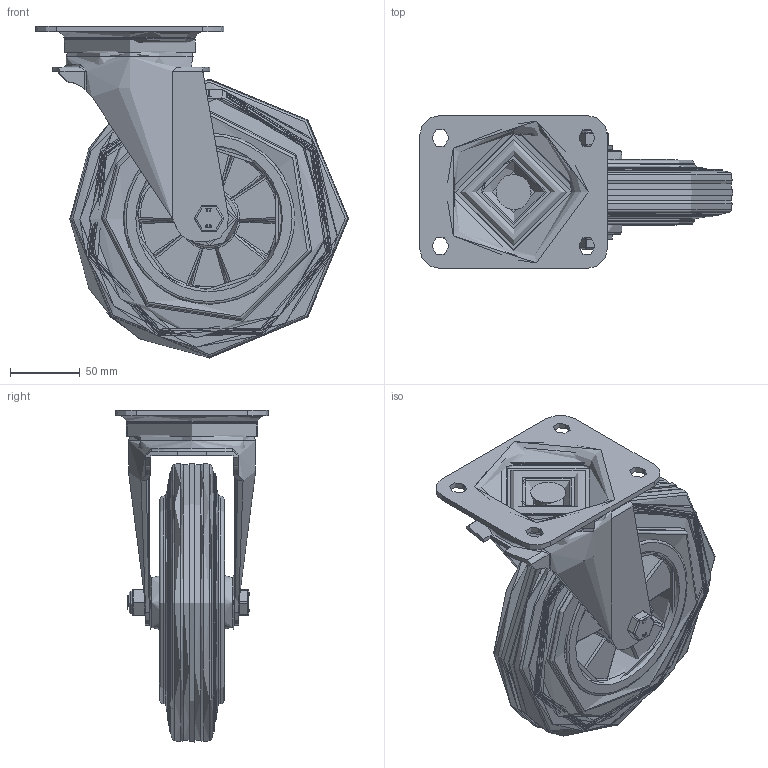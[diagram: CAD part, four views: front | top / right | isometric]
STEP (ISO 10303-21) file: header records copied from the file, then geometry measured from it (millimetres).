
FILE_DESCRIPTION(/* description */ ('','CAx-IF Rec.Pracs.---Representation and Presentation of Product Manufacturing Information (PMI)---4.0---2014-10-13'),/* implementation_level */ '2;1');
FILE_NAME(/* name */ 'BZWB200GRB.step',/* time_stamp */ '2025-03-05T11:10:20Z',/* author */ (''),/* organization */ (''),/* preprocessor_version */ 'ST-DEVELOPER v20',/* originating_system */ 'Autodesk Translation Framework v13.20.0.188',/* authorisation */ '');
FILE_SCHEMA (('AP242_MANAGED_MODEL_BASED_3D_ENGINEERING_MIM_LF { 1 0 10303 442 1 1 4 }'));
Products named in the file (22): BZWB200GRB; BZWB200AS v1; ZINC PLATED, PRESSED STEEL TOP PLATE; ZINC PLATED, PRESSED STEEL FORKS; BEARING SEAL; BZH200WGRRB v1; POLYPROPYLENE RIM; POLYPROPYLENE RIM Geometry; CAP; ROLLER BEARING; Pattern; Component1; CAGE; RUBBER TYRE; TUBEM20X60 v1; ZINC PLATED STEEL TUBE; HEXBOLTM12X80Z8.8 v2; GRADE 8.8 ZINC PLATED BOLT; NYLOCM12Z v1; NYLOC NUT; NUT; RUBBER
Assembly tree (28 placements, depth 5):
  BZWB200GRB
    BZWB200AS v1
      ZINC PLATED, PRESSED STEEL TOP PLATE
      ZINC PLATED, PRESSED STEEL FORKS
      BEARING SEAL
    BZH200WGRRB v1
      POLYPROPYLENE RIM
        POLYPROPYLENE RIM Geometry
        CAP
      ROLLER BEARING
        Pattern
          Component1  x8
        CAGE
      RUBBER TYRE
    TUBEM20X60 v1
      ZINC PLATED STEEL TUBE
    HEXBOLTM12X80Z8.8 v2
      GRADE 8.8 ZINC PLATED BOLT
    NYLOCM12Z v1
      NYLOC NUT
        NUT
        RUBBER
Bounding box: 224.5 x 110 x 238 mm (x, y, z)
Volume: 1182104.1 mm3; surface area: 302783.7 mm2
Topology: 19 solids, 19 shells, 812 faces, 1999 edges, 1235 vertices
Faces by surface type: bspline 227, plane 216, cylinder 188, torus 65, cone 58, sphere 58
Full cylindrical faces by diameter (mm): 7.5 x8, 8 x2, 9.836 x18, 11.834 x18, 12 x3, 12.2 x2, 12.5 x1, 14 x2, 18 x1, 18.5 x1, 19.9 x1, 20 x3, 26 x1, 34 x1, 34.9 x1, 35 x1, 41 x2, 55 x2, 63 x1, 85 x1, 91 x1, 93 x1, 94 x1, 118 x2, 123 x2, 152.5 x2, 197.807 x2
Entity records: 75119 total; most frequent: CARTESIAN_POINT 56679, ORIENTED_EDGE 3944, DIRECTION 3451, EDGE_CURVE 1972, AXIS2_PLACEMENT_3D 1414, VERTEX_POINT 1221, EDGE_LOOP 857, CIRCLE 795
